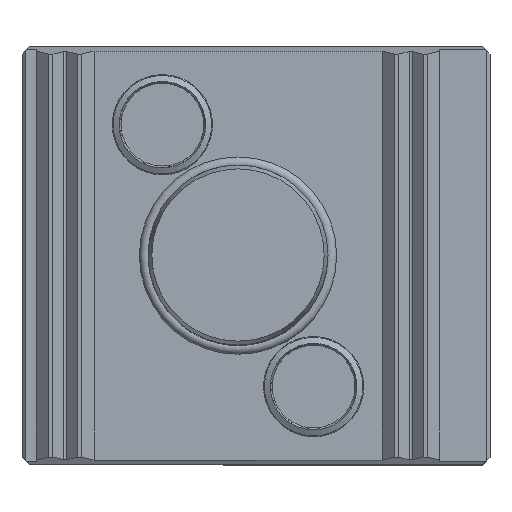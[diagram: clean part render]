
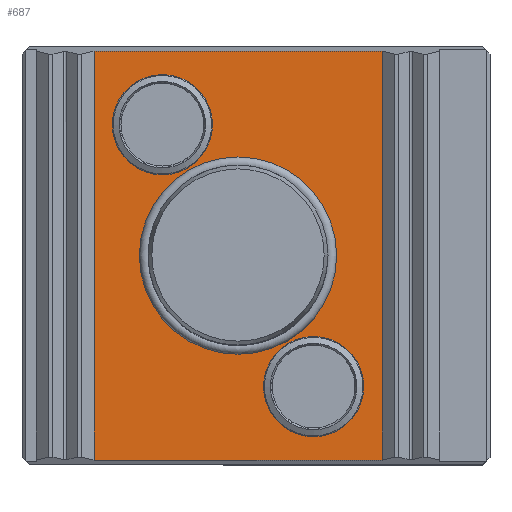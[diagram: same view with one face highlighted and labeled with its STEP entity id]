
A CAD part, top view. The second image highlights one B-rep face of the part: STEP entity #687.
In plain terms, the highlighted planar face has unit normal (0, 0, 1).
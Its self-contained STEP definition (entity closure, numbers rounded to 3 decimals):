
#257=LINE('',#3688,#473);
#259=LINE('',#3692,#475);
#262=LINE('',#3698,#478);
#263=LINE('',#3700,#479);
#473=VECTOR('',#2832,1.);
#475=VECTOR('',#2836,1.);
#478=VECTOR('',#2841,1.);
#479=VECTOR('',#2844,1.);
#540=FACE_BOUND('',#1029,.T.);
#541=FACE_BOUND('',#1030,.T.);
#542=FACE_BOUND('',#1031,.T.);
#543=FACE_BOUND('',#1032,.T.);
#687=ADVANCED_FACE('',(#540,#541,#542,#543),#797,.T.);
#797=PLANE('',#2318);
#1029=EDGE_LOOP('',(#1580));
#1030=EDGE_LOOP('',(#1581,#1582,#1583,#1584));
#1031=EDGE_LOOP('',(#1585));
#1032=EDGE_LOOP('',(#1586));
#1580=ORIENTED_EDGE('',*,*,#2087,.T.);
#1581=ORIENTED_EDGE('',*,*,#2086,.F.);
#1582=ORIENTED_EDGE('',*,*,#2085,.T.);
#1583=ORIENTED_EDGE('',*,*,#2082,.F.);
#1584=ORIENTED_EDGE('',*,*,#2080,.F.);
#1585=ORIENTED_EDGE('',*,*,#2088,.T.);
#1586=ORIENTED_EDGE('',*,*,#2089,.T.);
#1805=VERTEX_POINT('',#3687);
#1806=VERTEX_POINT('',#3689);
#1807=VERTEX_POINT('',#3693);
#1808=VERTEX_POINT('',#3697);
#1809=VERTEX_POINT('',#3703);
#1810=VERTEX_POINT('',#3705);
#1811=VERTEX_POINT('',#3707);
#2080=EDGE_CURVE('',#1805,#1806,#257,.T.);
#2082=EDGE_CURVE('',#1806,#1807,#259,.T.);
#2085=EDGE_CURVE('',#1808,#1807,#262,.T.);
#2086=EDGE_CURVE('',#1808,#1805,#263,.T.);
#2087=EDGE_CURVE('',#1809,#1809,#2130,.T.);
#2088=EDGE_CURVE('',#1810,#1810,#2131,.T.);
#2089=EDGE_CURVE('',#1811,#1811,#2132,.T.);
#2130=CIRCLE('',#2315,6.963);
#2131=CIRCLE('',#2316,6.963);
#2132=CIRCLE('',#2317,13.278);
#2315=AXIS2_PLACEMENT_3D('',#3702,#2847,#2848);
#2316=AXIS2_PLACEMENT_3D('',#3704,#2849,#2850);
#2317=AXIS2_PLACEMENT_3D('',#3706,#2851,#2852);
#2318=AXIS2_PLACEMENT_3D('',#3708,#2853,#2854);
#2832=DIRECTION('',(0.,1.,0.));
#2836=DIRECTION('',(1.,0.,0.));
#2841=DIRECTION('',(0.,1.,0.));
#2844=DIRECTION('',(-1.,0.,0.));
#2847=DIRECTION('',(0.,0.,-1.));
#2848=DIRECTION('',(1.,0.,0.));
#2849=DIRECTION('',(0.,0.,-1.));
#2850=DIRECTION('',(1.,0.,0.));
#2851=DIRECTION('',(0.,0.,-1.));
#2852=DIRECTION('',(1.,0.,0.));
#2853=DIRECTION('',(0.,0.,1.));
#2854=DIRECTION('',(0.,-1.,0.));
#3687=CARTESIAN_POINT('',(-20.,-28.392,-0.304));
#3688=CARTESIAN_POINT('',(-20.,-29.,-0.304));
#3689=CARTESIAN_POINT('',(-20.,28.392,-0.304));
#3692=CARTESIAN_POINT('',(20.,28.392,-0.304));
#3693=CARTESIAN_POINT('',(20.,28.392,-0.304));
#3697=CARTESIAN_POINT('',(20.,-28.392,-0.304));
#3698=CARTESIAN_POINT('',(20.,-29.,-0.304));
#3700=CARTESIAN_POINT('',(20.,-28.392,-0.304));
#3702=CARTESIAN_POINT('',(10.5,-18.187,-0.304));
#3703=CARTESIAN_POINT('',(17.463,-18.187,-0.304));
#3704=CARTESIAN_POINT('',(-10.5,18.187,-0.304));
#3705=CARTESIAN_POINT('',(-3.537,18.187,-0.304));
#3706=CARTESIAN_POINT('',(0.,0.,-0.304));
#3707=CARTESIAN_POINT('',(13.278,0.,-0.304));
#3708=CARTESIAN_POINT('',(20.,-29.,-0.304));
